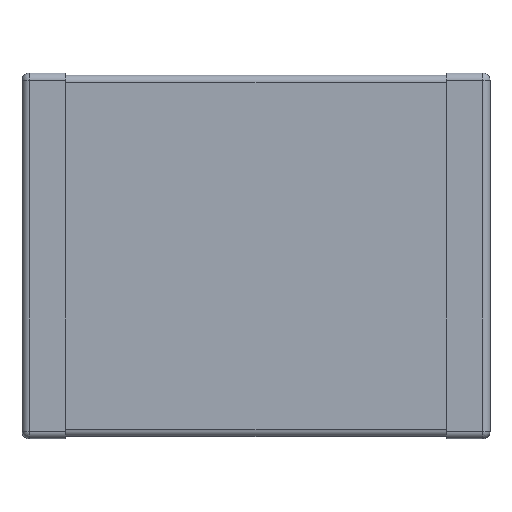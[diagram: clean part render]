
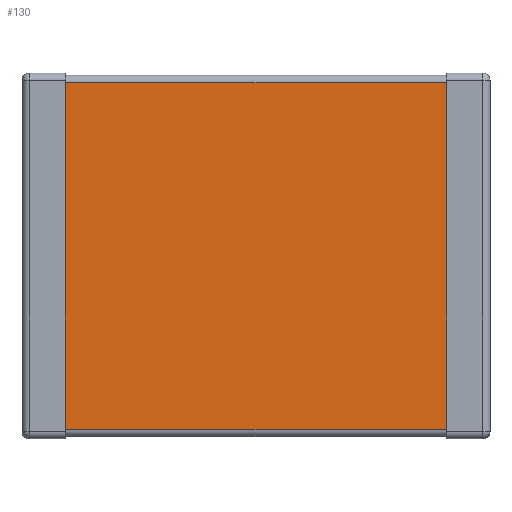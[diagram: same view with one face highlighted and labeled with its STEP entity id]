
A CAD part, top view. The second image highlights one B-rep face of the part: STEP entity #130.
In plain terms, the highlighted planar face has unit normal (0, 0, 1).
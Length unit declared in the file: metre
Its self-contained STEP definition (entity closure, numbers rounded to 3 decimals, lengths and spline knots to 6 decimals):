
#130 = ADVANCED_FACE( '', ( #272 ), #273, .F. );
#272 = FACE_OUTER_BOUND( '', #427, .T. );
#273 = PLANE( '', #428 );
#427 = EDGE_LOOP( '', ( #690, #691, #692, #693 ) );
#428 = AXIS2_PLACEMENT_3D( '', #694, #695, #696 );
#690 = ORIENTED_EDGE( '', *, *, #969, .T. );
#691 = ORIENTED_EDGE( '', *, *, #930, .T. );
#692 = ORIENTED_EDGE( '', *, *, #970, .F. );
#693 = ORIENTED_EDGE( '', *, *, #933, .T. );
#694 = CARTESIAN_POINT( '', ( 0., -0.001235, 0.001385 ) );
#695 = DIRECTION( '', ( 0., 0., -1. ) );
#696 = DIRECTION( '', ( -1., 0., 0. ) );
#930 = EDGE_CURVE( '', #1108, #1110, #1112, .T. );
#933 = EDGE_CURVE( '', #1117, #1114, #1118, .F. );
#969 = EDGE_CURVE( '', #1114, #1108, #1165, .T. );
#970 = EDGE_CURVE( '', #1117, #1110, #1166, .T. );
#1108 = VERTEX_POINT( '', #1332 );
#1110 = VERTEX_POINT( '', #1334 );
#1112 = LINE( '', #1336, #1337 );
#1114 = VERTEX_POINT( '', #1339 );
#1117 = VERTEX_POINT( '', #1342 );
#1118 = LINE( '', #1343, #1344 );
#1165 = LINE( '', #1407, #1408 );
#1166 = LINE( '', #1409, #1410 );
#1332 = CARTESIAN_POINT( '', ( 0.00145, 0.001185, 0.001385 ) );
#1334 = CARTESIAN_POINT( '', ( -0.00145, 0.001185, 0.001385 ) );
#1336 = CARTESIAN_POINT( '', ( -0.00145, 0.001185, 0.001385 ) );
#1337 = VECTOR( '', #1555, 1. );
#1339 = CARTESIAN_POINT( '', ( 0.00145, -0.001185, 0.001385 ) );
#1342 = CARTESIAN_POINT( '', ( -0.00145, -0.001185, 0.001385 ) );
#1343 = CARTESIAN_POINT( '', ( 0.00145, -0.001185, 0.001385 ) );
#1344 = VECTOR( '', #1559, 1. );
#1407 = CARTESIAN_POINT( '', ( 0.00145, -0.001235, 0.001385 ) );
#1408 = VECTOR( '', #1603, 1. );
#1409 = CARTESIAN_POINT( '', ( -0.00145, -0.001235, 0.001385 ) );
#1410 = VECTOR( '', #1604, 1. );
#1555 = DIRECTION( '', ( -1., 0., 0. ) );
#1559 = DIRECTION( '', ( -1., 0., 0. ) );
#1603 = DIRECTION( '', ( 0., 1., 0. ) );
#1604 = DIRECTION( '', ( 0., 1., 0. ) );
